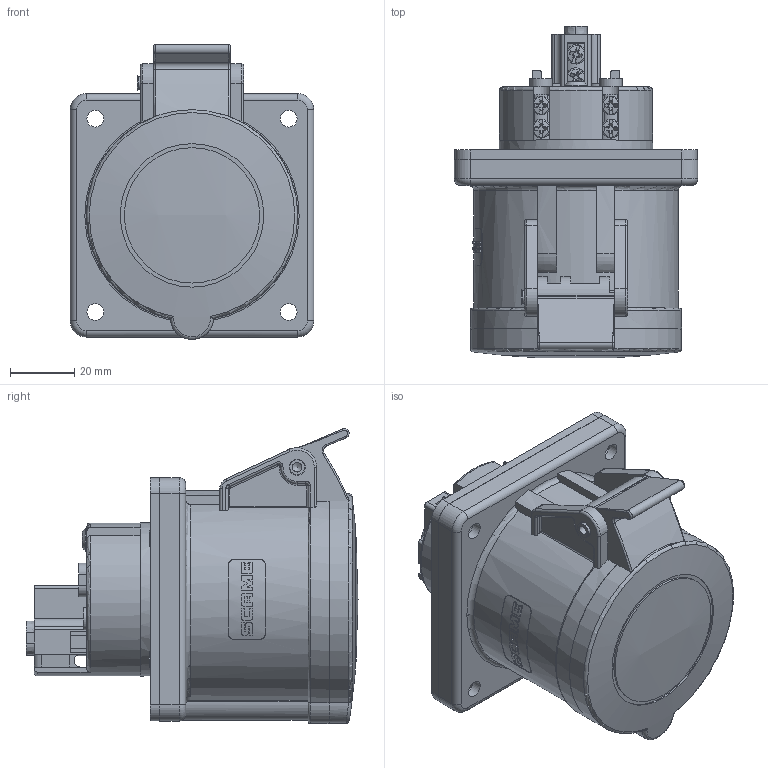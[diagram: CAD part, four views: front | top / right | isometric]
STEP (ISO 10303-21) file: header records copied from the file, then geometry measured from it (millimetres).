
FILE_DESCRIPTION(/* description */ (''),/* implementation_level */ '2;1');
FILE_NAME(/* name */ '4003626.stp',/* time_stamp */ '2019-03-01T11:36:53+01:00',/* author */ (''),/* organization */ (''),/* preprocessor_version */ 'ST-DEVELOPER v16.7',/* originating_system */ 'SIEMENS PLM Software NX 12.0',/* authorisation */ '');
FILE_SCHEMA (('AUTOMOTIVE_DESIGN { 1 0 10303 214 3 1 1 1 }'));
Length unit declared in the file: millimetre
Products named in the file (1): bsom23CC53FBp40r
Bounding box: 75.5 x 102.97 x 91.5 mm (x, y, z)
Volume: 121061 mm3; surface area: 119018.9 mm2
Topology: 17 solids, 17 shells, 1924 faces, 4885 edges, 2973 vertices
Faces by surface type: plane 676, cylinder 620, bspline 265, torus 179, cone 97, sphere 83, extrusion 4
Full cylindrical faces by diameter (mm): 1.8 x3, 1.875 x3, 2.5 x3, 2.7 x3, 3 x6, 3.5 x8, 4 x1, 4.2 x2, 4.3 x5, 4.4 x3, 4.7 x3, 5 x5, 5.2 x4, 5.4 x4, 5.5 x2, 5.8 x4, 6 x2, 6.1 x2, 7 x1, 7.3 x2, 8 x2, 8.1 x1, 8.5 x2, 9.4 x1, 10 x1, 10.5 x1, 11 x2, 13 x1, 42 x1, 44.5 x1
Entity records: 75480 total; most frequent: CARTESIAN_POINT 31633, ORIENTED_EDGE 9158, DIRECTION 8993, EDGE_CURVE 4579, AXIS2_PLACEMENT_3D 3510, VERTEX_POINT 2881, EDGE_LOOP 2174, VECTOR 1973
